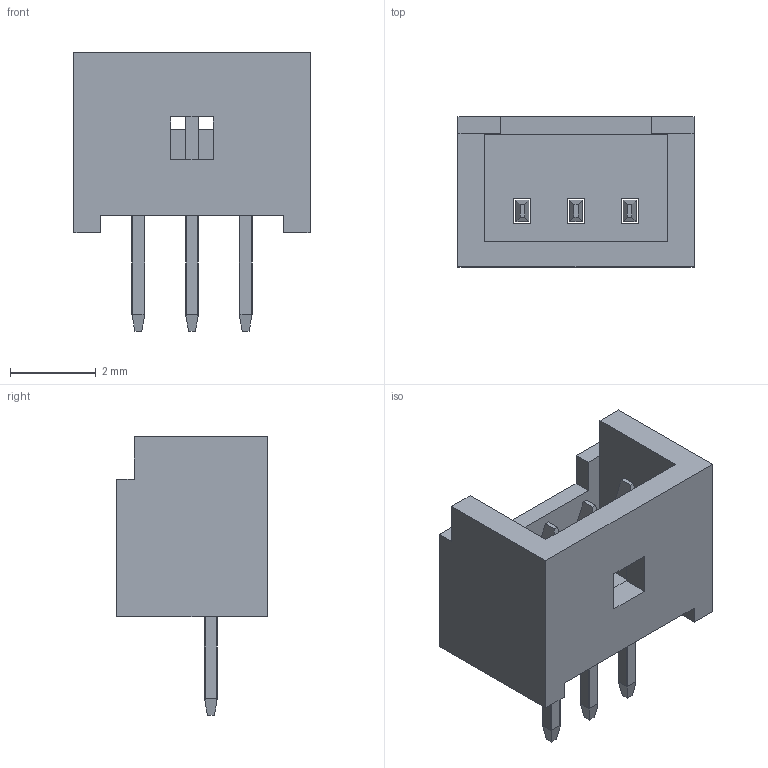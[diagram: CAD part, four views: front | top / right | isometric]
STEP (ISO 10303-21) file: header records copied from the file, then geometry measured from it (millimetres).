
FILE_DESCRIPTION(('FreeCAD Model'),'2;1');
FILE_NAME('Conn_Pico_53047-0310.step','2017-10-18T21:25:07' ,('Author'),(''),'Open CASCADE STEP processor 6.8','FreeCAD','Unknown' );
FILE_SCHEMA(('AUTOMOTIVE_DESIGN_CC2 { 1 2 10303 214 -1 1 5 4 }'));
Length unit declared in the file: millimetre
Products named in the file (1): Conn_Pico_53047-0310
Bounding box: 5.5 x 3.5 x 6.5 mm (x, y, z)
Volume: 40.4 mm3; surface area: 168.7 mm2
Topology: 4 solids, 4 shells, 104 faces, 274 edges, 178 vertices
Faces by surface type: plane 92, cylinder 12
Entity records: 8779 total; most frequent: CARTESIAN_POINT 2707, DIRECTION 933, LINE 690, VECTOR 690, ORIENTED_EDGE 548, PCURVE 548, DEFINITIONAL_REPRESENTATION 548, EDGE_CURVE 274
